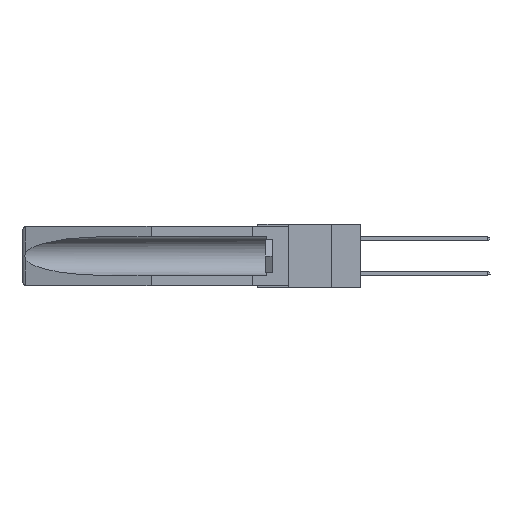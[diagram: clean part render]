
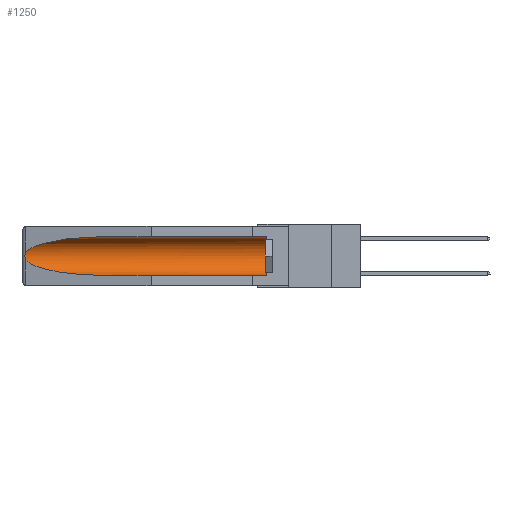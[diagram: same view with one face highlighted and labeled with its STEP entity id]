
A CAD part, left-side view. The second image highlights one B-rep face of the part: STEP entity #1250.
In plain terms, the highlighted cylindrical face has radius 2.857 mm (diameter 5.715 mm), a partial arc.
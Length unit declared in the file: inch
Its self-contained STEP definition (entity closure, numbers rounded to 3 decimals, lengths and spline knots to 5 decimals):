
#16 = CARTESIAN_POINT ( 'NONE',  ( 0.26597, 1.52961, -0.15275 ) ) ;
#100 = EDGE_CURVE ( 'NONE', #1242, #6245, #16099, .T. ) ;
#220 = EDGE_CURVE ( 'NONE', #13190, #1242, #7238, .T. ) ;
#264 = CARTESIAN_POINT ( 'NONE',  ( 0.155, 1.07973, -0.284 ) ) ;
#399 = DIRECTION ( 'NONE',  ( 0., 1., 0. ) ) ;
#632 = CARTESIAN_POINT ( 'NONE',  ( 0.155, 0.126, -0.1715 ) ) ;
#732 = DIRECTION ( 'NONE',  ( 0., 0., 1. ) ) ;
#1242 = VERTEX_POINT ( 'NONE', #2214 ) ;
#1250 = ADVANCED_FACE ( 'NONE', ( #9123 ), #17259, .F. ) ;
#1892 = ORIENTED_EDGE ( 'NONE', *, *, #23265, .F. ) ;
#2214 = CARTESIAN_POINT ( 'NONE',  ( 0.26537, 1.52718, -0.19328 ) ) ;
#2796 = CARTESIAN_POINT ( 'NONE',  ( 0.155, -0.30754, -0.059 ) ) ;
#3394 = EDGE_CURVE ( 'NONE', #16802, #13190, #5625, .T. ) ;
#3544 = CARTESIAN_POINT ( 'NONE',  ( 0.25451, 1.48313, -0.09465 ) ) ;
#3869 = CARTESIAN_POINT ( 'NONE',  ( 0.2673, 1.53269, -0.17917 ) ) ;
#4570 = DIRECTION ( 'NONE',  ( 0., 1., 0. ) ) ;
#5303 = LINE ( 'NONE', #22472, #14394 ) ;
#5340 = CARTESIAN_POINT ( 'NONE',  ( 0.155, 1.07973, -0.284 ) ) ;
#5625 =( BOUNDED_CURVE ( )  B_SPLINE_CURVE ( 3, ( #21689, #17627, #3544, #23688 ),
 .UNSPECIFIED., .F., .T. ) 
 B_SPLINE_CURVE_WITH_KNOTS ( ( 4, 4 ),
 ( 4.71239, 6.08839 ),
 .UNSPECIFIED. ) 
 CURVE ( )  GEOMETRIC_REPRESENTATION_ITEM ( )  RATIONAL_B_SPLINE_CURVE ( ( 1., 0.848, 0.848, 1. ) ) 
 REPRESENTATION_ITEM ( '' )  );
#6245 = VERTEX_POINT ( 'NONE', #264 ) ;
#6629 = VERTEX_POINT ( 'NONE', #25939 ) ;
#6984 = LINE ( 'NONE', #2796, #18902 ) ;
#7238 = B_SPLINE_CURVE_WITH_KNOTS ( 'NONE', 3,
 ( #11983, #16, #14012, #17607, #17776, #15866, #3869, #8230, #20416, #16124 ),
 .UNSPECIFIED., .F., .F.,
 ( 4, 2, 2, 2, 4 ),
 ( 0., 0.00029, 0.00058, 0.00087, 0.00117 ),
 .UNSPECIFIED. ) ;
#8043 = DIRECTION ( 'NONE',  ( 0., 0., 1. ) ) ;
#8230 = CARTESIAN_POINT ( 'NONE',  ( 0.26655, 1.53094, -0.18657 ) ) ;
#8949 = CARTESIAN_POINT ( 'NONE',  ( 0.26537, 1.52718, -0.19328 ) ) ;
#9123 = FACE_OUTER_BOUND ( 'NONE', #16297, .T. ) ;
#10348 = ORIENTED_EDGE ( 'NONE', *, *, #13267, .T. ) ;
#10443 = DIRECTION ( 'NONE',  ( 0., -1., 0. ) ) ;
#10776 = EDGE_CURVE ( 'NONE', #12992, #16802, #6984, .T. ) ;
#11281 = ORIENTED_EDGE ( 'NONE', *, *, #100, .T. ) ;
#11983 = CARTESIAN_POINT ( 'NONE',  ( 0.26537, 1.52718, -0.14972 ) ) ;
#12090 = ORIENTED_EDGE ( 'NONE', *, *, #10776, .T. ) ;
#12970 = CARTESIAN_POINT ( 'NONE',  ( 0.25451, 1.48313, -0.24835 ) ) ;
#12992 = VERTEX_POINT ( 'NONE', #17717 ) ;
#13190 = VERTEX_POINT ( 'NONE', #20451 ) ;
#13261 = CARTESIAN_POINT ( 'NONE',  ( 0.155, 1.07973, -0.059 ) ) ;
#13267 = EDGE_CURVE ( 'NONE', #6629, #12992, #24133, .T. ) ;
#13687 = AXIS2_PLACEMENT_3D ( 'NONE', #632, #10443, #732 ) ;
#13912 = DIRECTION ( 'NONE',  ( 0., 1., 0. ) ) ;
#14012 = CARTESIAN_POINT ( 'NONE',  ( 0.26654, 1.53092, -0.15636 ) ) ;
#14394 = VECTOR ( 'NONE', #399, 39.37008 ) ;
#15866 = CARTESIAN_POINT ( 'NONE',  ( 0.2675, 1.53308, -0.17534 ) ) ;
#16099 =( BOUNDED_CURVE ( )  B_SPLINE_CURVE ( 3, ( #8949, #12970, #19039, #5340 ),
 .UNSPECIFIED., .F., .F. ) 
 B_SPLINE_CURVE_WITH_KNOTS ( ( 4, 4 ),
 ( 0.1948, 1.5708 ),
 .UNSPECIFIED. ) 
 CURVE ( )  GEOMETRIC_REPRESENTATION_ITEM ( )  RATIONAL_B_SPLINE_CURVE ( ( 1., 0.848, 0.848, 1. ) ) 
 REPRESENTATION_ITEM ( '' )  );
#16124 = CARTESIAN_POINT ( 'NONE',  ( 0.26537, 1.52718, -0.19328 ) ) ;
#16245 = ORIENTED_EDGE ( 'NONE', *, *, #3394, .T. ) ;
#16297 = EDGE_LOOP ( 'NONE', ( #16245, #20834, #11281, #1892, #10348, #12090 ) ) ;
#16802 = VERTEX_POINT ( 'NONE', #13261 ) ;
#17259 = CYLINDRICAL_SURFACE ( 'NONE', #23624, 0.1125 ) ;
#17607 = CARTESIAN_POINT ( 'NONE',  ( 0.2673, 1.5327, -0.16383 ) ) ;
#17627 = CARTESIAN_POINT ( 'NONE',  ( 0.21114, 1.30732, -0.059 ) ) ;
#17717 = CARTESIAN_POINT ( 'NONE',  ( 0.155, 0.126, -0.059 ) ) ;
#17776 = CARTESIAN_POINT ( 'NONE',  ( 0.2675, 1.53308, -0.16763 ) ) ;
#18902 = VECTOR ( 'NONE', #4570, 39.37008 ) ;
#19039 = CARTESIAN_POINT ( 'NONE',  ( 0.21114, 1.30732, -0.284 ) ) ;
#20416 = CARTESIAN_POINT ( 'NONE',  ( 0.26597, 1.5296, -0.19026 ) ) ;
#20451 = CARTESIAN_POINT ( 'NONE',  ( 0.26537, 1.52718, -0.14972 ) ) ;
#20834 = ORIENTED_EDGE ( 'NONE', *, *, #220, .T. ) ;
#21689 = CARTESIAN_POINT ( 'NONE',  ( 0.155, 1.07973, -0.059 ) ) ;
#22472 = CARTESIAN_POINT ( 'NONE',  ( 0.155, -0.30754, -0.284 ) ) ;
#23265 = EDGE_CURVE ( 'NONE', #6629, #6245, #5303, .T. ) ;
#23624 = AXIS2_PLACEMENT_3D ( 'NONE', #24175, #13912, #8043 ) ;
#23688 = CARTESIAN_POINT ( 'NONE',  ( 0.26537, 1.52718, -0.14972 ) ) ;
#24133 = CIRCLE ( 'NONE', #13687, 0.1125 ) ;
#24175 = CARTESIAN_POINT ( 'NONE',  ( 0.155, -0.30754, -0.1715 ) ) ;
#25939 = CARTESIAN_POINT ( 'NONE',  ( 0.155, 0.126, -0.284 ) ) ;
